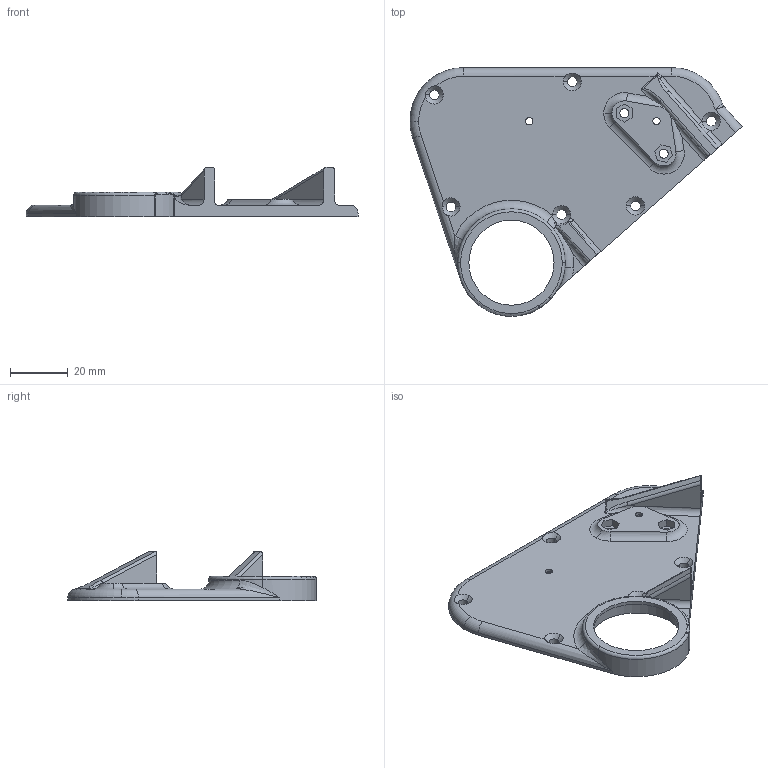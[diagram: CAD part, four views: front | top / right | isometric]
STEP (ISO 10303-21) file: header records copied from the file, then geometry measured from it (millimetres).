
FILE_DESCRIPTION (( 'STEP AP214' ), '1' );
FILE_NAME ('link0_b.STEP', '2023-07-17T12:34:46', ( '' ), ( '' ), 'SwSTEP 2.0', 'SolidWorks 2022', '' );
FILE_SCHEMA (( 'AUTOMOTIVE_DESIGN' ));
Length unit declared in the file: millimetre
Products named in the file (1): link0_b
Bounding box: 114.56 x 85.83 x 17 mm (x, y, z)
Volume: 14459.3 mm3; surface area: 15348.2 mm2
Topology: 1 solids, 1 shells, 237 faces, 615 edges, 369 vertices
Faces by surface type: cylinder 102, plane 51, torus 38, bspline 19, sphere 15, cone 12
Entity records: 8107 total; most frequent: CARTESIAN_POINT 2327, DIRECTION 1267, ORIENTED_EDGE 1200, EDGE_CURVE 600, AXIS2_PLACEMENT_3D 524, VERTEX_POINT 369, CIRCLE 305, EDGE_LOOP 263
